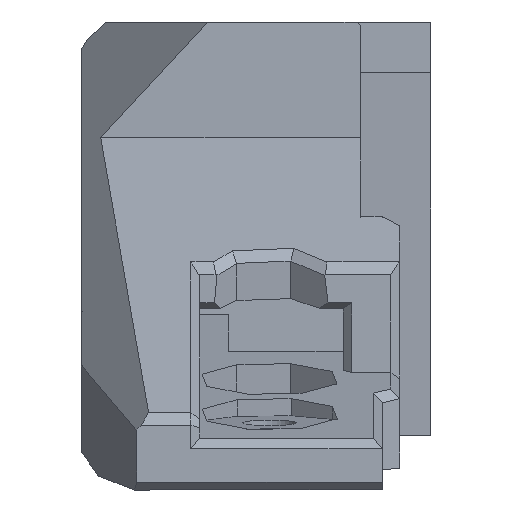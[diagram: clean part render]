
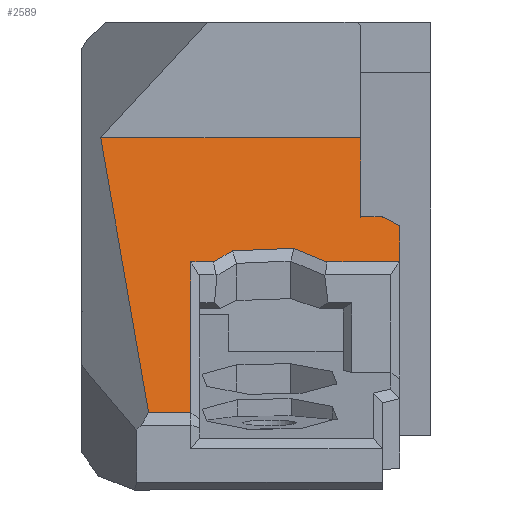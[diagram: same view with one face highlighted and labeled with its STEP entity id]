
A CAD part, left-side view. The second image highlights one B-rep face of the part: STEP entity #2589.
In plain terms, the highlighted face is planar.
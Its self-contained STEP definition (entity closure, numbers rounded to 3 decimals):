
#207=FACE_OUTER_BOUND('',#348,.T.);
#348=EDGE_LOOP('',(#1983,#1984,#1985,#1986,#1987,#1988,#1989,#1990,#1991,
#1992,#1993,#1994,#1995,#1996));
#487=LINE('',#3887,#786);
#493=LINE('',#3897,#792);
#543=LINE('',#4018,#842);
#546=LINE('',#4024,#845);
#561=LINE('',#4051,#860);
#564=LINE('',#4055,#863);
#567=LINE('',#4061,#866);
#578=LINE('',#4083,#877);
#583=LINE('',#4092,#882);
#592=LINE('',#4122,#891);
#593=LINE('',#4126,#892);
#594=LINE('',#4128,#893);
#595=LINE('',#4129,#894);
#596=LINE('',#4130,#895);
#786=VECTOR('',#2988,10.);
#792=VECTOR('',#2996,10.);
#842=VECTOR('',#3094,10.);
#845=VECTOR('',#3099,10.);
#860=VECTOR('',#3122,10.);
#863=VECTOR('',#3127,10.);
#866=VECTOR('',#3132,10.);
#877=VECTOR('',#3153,10.);
#882=VECTOR('',#3162,10.);
#891=VECTOR('',#3191,10.);
#892=VECTOR('',#3194,10.);
#893=VECTOR('',#3195,10.);
#894=VECTOR('',#3196,10.);
#895=VECTOR('',#3197,10.);
#1060=VERTEX_POINT('',#3777);
#1103=VERTEX_POINT('',#3884);
#1104=VERTEX_POINT('',#3886);
#1107=VERTEX_POINT('',#3895);
#1145=VERTEX_POINT('',#4015);
#1146=VERTEX_POINT('',#4017);
#1148=VERTEX_POINT('',#4022);
#1156=VERTEX_POINT('',#4049);
#1158=VERTEX_POINT('',#4058);
#1164=VERTEX_POINT('',#4081);
#1177=VERTEX_POINT('',#4120);
#1178=VERTEX_POINT('',#4124);
#1179=VERTEX_POINT('',#4125);
#1180=VERTEX_POINT('',#4127);
#1362=EDGE_CURVE('',#1103,#1104,#487,.T.);
#1368=EDGE_CURVE('',#1107,#1103,#493,.T.);
#1425=EDGE_CURVE('',#1145,#1146,#543,.T.);
#1428=EDGE_CURVE('',#1148,#1107,#546,.T.);
#1443=EDGE_CURVE('',#1148,#1156,#561,.T.);
#1446=EDGE_CURVE('',#1060,#1156,#564,.T.);
#1449=EDGE_CURVE('',#1146,#1158,#567,.T.);
#1460=EDGE_CURVE('',#1164,#1060,#578,.T.);
#1465=EDGE_CURVE('',#1158,#1164,#583,.T.);
#1480=EDGE_CURVE('',#1104,#1177,#592,.T.);
#1481=EDGE_CURVE('',#1178,#1179,#593,.T.);
#1482=EDGE_CURVE('',#1180,#1178,#594,.T.);
#1483=EDGE_CURVE('',#1177,#1180,#595,.T.);
#1484=EDGE_CURVE('',#1179,#1145,#596,.T.);
#1983=ORIENTED_EDGE('',*,*,#1481,.F.);
#1984=ORIENTED_EDGE('',*,*,#1482,.F.);
#1985=ORIENTED_EDGE('',*,*,#1483,.F.);
#1986=ORIENTED_EDGE('',*,*,#1480,.F.);
#1987=ORIENTED_EDGE('',*,*,#1362,.F.);
#1988=ORIENTED_EDGE('',*,*,#1368,.F.);
#1989=ORIENTED_EDGE('',*,*,#1428,.F.);
#1990=ORIENTED_EDGE('',*,*,#1443,.T.);
#1991=ORIENTED_EDGE('',*,*,#1446,.F.);
#1992=ORIENTED_EDGE('',*,*,#1460,.F.);
#1993=ORIENTED_EDGE('',*,*,#1465,.F.);
#1994=ORIENTED_EDGE('',*,*,#1449,.F.);
#1995=ORIENTED_EDGE('',*,*,#1425,.F.);
#1996=ORIENTED_EDGE('',*,*,#1484,.F.);
#2474=PLANE('',#2766);
#2589=ADVANCED_FACE('',(#207),#2474,.T.);
#2766=AXIS2_PLACEMENT_3D('',#4123,#3192,#3193);
#2988=DIRECTION('',(0.664,-0.342,0.664));
#2996=DIRECTION('',(0.889,-0.458,0.));
#3094=DIRECTION('',(0.889,-0.458,0.));
#3099=DIRECTION('',(0.664,-0.342,-0.664));
#3122=DIRECTION('',(0.,0.,1.));
#3127=DIRECTION('',(0.889,-0.458,0.));
#3132=DIRECTION('',(0.,0.,1.));
#3153=DIRECTION('',(0.,0.,-1.));
#3162=DIRECTION('',(-0.886,0.456,0.08));
#3191=DIRECTION('',(0.,0.,1.));
#3192=DIRECTION('center_axis',(0.458,0.889,0.));
#3193=DIRECTION('ref_axis',(0.889,-0.458,0.));
#3194=DIRECTION('',(0.7,-0.36,0.616));
#3195=DIRECTION('',(0.083,-0.043,0.996));
#3196=DIRECTION('',(-0.595,0.306,0.743));
#3197=DIRECTION('',(0.,0.,1.));
#3777=CARTESIAN_POINT('',(10.347,19.119,3.95));
#3884=CARTESIAN_POINT('',(24.165,12.009,1.7));
#3886=CARTESIAN_POINT('',(24.221,11.981,1.755));
#3887=CARTESIAN_POINT('',(24.609,11.781,2.144));
#3895=CARTESIAN_POINT('',(20.171,14.064,1.7));
#3897=CARTESIAN_POINT('',(21.272,13.498,1.7));
#4015=CARTESIAN_POINT('',(24.221,11.981,13.7));
#4017=CARTESIAN_POINT('',(41.055,3.318,13.7));
#4018=CARTESIAN_POINT('',(18.378,14.987,13.7));
#4022=CARTESIAN_POINT('',(19.171,14.579,2.7));
#4024=CARTESIAN_POINT('',(13.392,17.553,8.479));
#4049=CARTESIAN_POINT('',(19.171,14.579,3.95));
#4051=CARTESIAN_POINT('',(19.171,14.579,3.95));
#4055=CARTESIAN_POINT('',(41.5,3.089,3.95));
#4058=CARTESIAN_POINT('',(41.055,3.318,16.131));
#4061=CARTESIAN_POINT('',(41.055,3.318,18.));
#4081=CARTESIAN_POINT('',(10.347,19.119,18.886));
#4083=CARTESIAN_POINT('',(10.347,19.119,11.975));
#4092=CARTESIAN_POINT('',(15.2,16.623,18.451));
#4120=CARTESIAN_POINT('',(24.221,11.981,5.888));
#4122=CARTESIAN_POINT('',(24.221,11.981,20.));
#4123=CARTESIAN_POINT('Origin',(10.347,19.119,20.));
#4124=CARTESIAN_POINT('',(22.99,12.614,11.317));
#4125=CARTESIAN_POINT('',(24.221,11.981,12.4));
#4126=CARTESIAN_POINT('',(21.98,13.134,10.427));
#4127=CARTESIAN_POINT('',(22.697,12.765,7.789));
#4128=CARTESIAN_POINT('',(23.169,12.522,13.471));
#4129=CARTESIAN_POINT('',(18.894,14.722,12.537));
#4130=CARTESIAN_POINT('',(24.221,11.981,20.));
